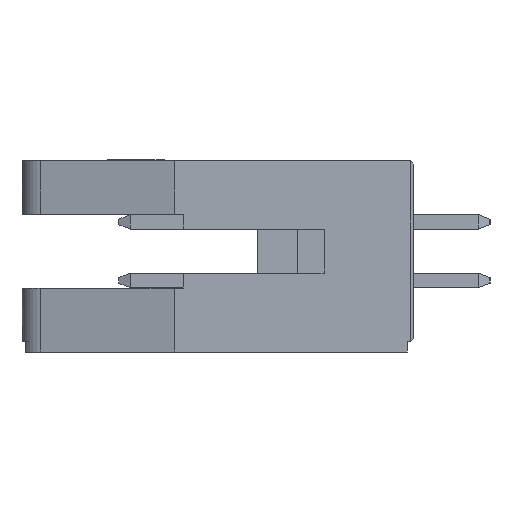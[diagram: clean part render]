
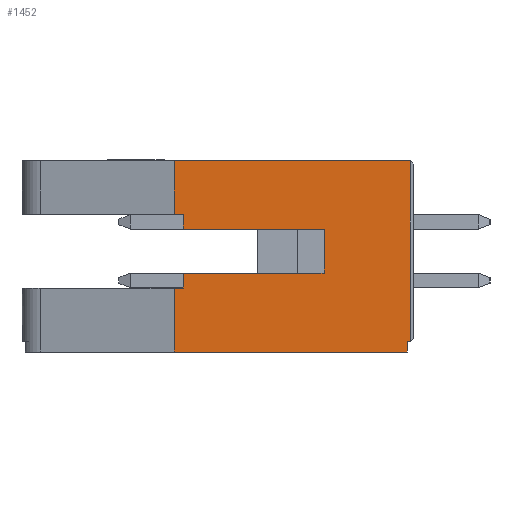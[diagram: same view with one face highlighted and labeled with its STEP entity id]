
A CAD part, left-side view. The second image highlights one B-rep face of the part: STEP entity #1452.
In plain terms, the highlighted planar face has unit normal (-1, 0, 0).
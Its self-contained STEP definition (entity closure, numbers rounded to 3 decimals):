
#72=CARTESIAN_POINT('',(-27.022,-9.841,-4.081));
#73=VERTEX_POINT('',#72);
#80=CARTESIAN_POINT('',(-27.022,-9.691,-4.081));
#81=VERTEX_POINT('',#80);
#82=CARTESIAN_POINT('',(-27.022,-9.841,-4.081));
#83=DIRECTION('',(0.,1.,0.));
#84=VECTOR('',#83,0.15);
#85=LINE('',#82,#84);
#86=EDGE_CURVE('',#73,#81,#85,.T.);
#798=CARTESIAN_POINT('',(-27.022,0.009,1.444));
#799=VERTEX_POINT('',#798);
#806=CARTESIAN_POINT('',(-27.022,0.409,1.444));
#807=VERTEX_POINT('',#806);
#808=CARTESIAN_POINT('',(-27.022,0.009,1.444));
#809=DIRECTION('',(0.,1.,0.));
#810=VECTOR('',#809,0.4);
#811=LINE('',#808,#810);
#812=EDGE_CURVE('',#799,#807,#811,.T.);
#1150=CARTESIAN_POINT('',(-27.022,0.409,-1.756));
#1151=VERTEX_POINT('',#1150);
#1158=CARTESIAN_POINT('',(-27.022,0.009,-1.756));
#1159=VERTEX_POINT('',#1158);
#1160=CARTESIAN_POINT('',(-27.022,0.409,-1.756));
#1161=DIRECTION('',(0.,-1.,0.));
#1162=VECTOR('',#1161,0.4);
#1163=LINE('',#1160,#1162);
#1164=EDGE_CURVE('',#1151,#1159,#1163,.T.);
#1287=CARTESIAN_POINT('',(-27.022,0.009,0.794));
#1288=VERTEX_POINT('',#1287);
#1313=CARTESIAN_POINT('',(-27.022,-6.091,0.794));
#1314=VERTEX_POINT('',#1313);
#1321=CARTESIAN_POINT('',(-27.022,-6.091,0.794));
#1322=DIRECTION('',(0.,1.,0.));
#1323=VECTOR('',#1322,6.1);
#1324=LINE('',#1321,#1323);
#1325=EDGE_CURVE('',#1314,#1288,#1324,.T.);
#1335=CARTESIAN_POINT('',(-27.022,-6.091,-1.106));
#1336=VERTEX_POINT('',#1335);
#1361=CARTESIAN_POINT('',(-27.022,0.009,-1.106));
#1362=VERTEX_POINT('',#1361);
#1369=CARTESIAN_POINT('',(-27.022,0.009,-1.106));
#1370=DIRECTION('',(0.,-1.,0.));
#1371=VECTOR('',#1370,6.1);
#1372=LINE('',#1369,#1371);
#1373=EDGE_CURVE('',#1362,#1336,#1372,.T.);
#1378=CARTESIAN_POINT('',(-27.022,0.409,-4.081));
#1379=DIRECTION('',(0.,-1.,0.));
#1380=DIRECTION('',(-1.,0.,0.));
#1381=AXIS2_PLACEMENT_3D('',#1378,#1380,#1379);
#1382=PLANE('',#1381);
#1383=CARTESIAN_POINT('',(-27.022,-6.091,0.794));
#1384=DIRECTION('',(0.,0.,-1.));
#1385=VECTOR('',#1384,1.9);
#1386=LINE('',#1383,#1385);
#1387=EDGE_CURVE('',#1314,#1336,#1386,.T.);
#1388=ORIENTED_EDGE('',*,*,#1387,.T.);
#1389=ORIENTED_EDGE('',*,*,#1373,.F.);
#1390=CARTESIAN_POINT('',(-27.022,0.009,-1.106));
#1391=DIRECTION('',(0.,0.,-1.));
#1392=VECTOR('',#1391,0.65);
#1393=LINE('',#1390,#1392);
#1394=EDGE_CURVE('',#1362,#1159,#1393,.T.);
#1395=ORIENTED_EDGE('',*,*,#1394,.T.);
#1396=ORIENTED_EDGE('',*,*,#1164,.F.);
#1397=CARTESIAN_POINT('',(-27.022,0.409,-4.531));
#1398=VERTEX_POINT('',#1397);
#1399=CARTESIAN_POINT('',(-27.022,0.409,-1.756));
#1400=DIRECTION('',(0.,0.,-1.));
#1401=VECTOR('',#1400,2.775);
#1402=LINE('',#1399,#1401);
#1403=EDGE_CURVE('',#1151,#1398,#1402,.T.);
#1404=ORIENTED_EDGE('',*,*,#1403,.T.);
#1405=CARTESIAN_POINT('',(-27.022,-9.691,-4.531));
#1406=VERTEX_POINT('',#1405);
#1407=CARTESIAN_POINT('',(-27.022,0.409,-4.531));
#1408=DIRECTION('',(0.,-1.,0.));
#1409=VECTOR('',#1408,10.1);
#1410=LINE('',#1407,#1409);
#1411=EDGE_CURVE('',#1398,#1406,#1410,.T.);
#1412=ORIENTED_EDGE('',*,*,#1411,.T.);
#1413=CARTESIAN_POINT('',(-27.022,-9.691,-4.531));
#1414=DIRECTION('',(0.,0.,1.));
#1415=VECTOR('',#1414,0.45);
#1416=LINE('',#1413,#1415);
#1417=EDGE_CURVE('',#1406,#81,#1416,.T.);
#1418=ORIENTED_EDGE('',*,*,#1417,.T.);
#1419=ORIENTED_EDGE('',*,*,#86,.F.);
#1420=CARTESIAN_POINT('',(-27.022,-9.841,3.769));
#1421=VERTEX_POINT('',#1420);
#1422=CARTESIAN_POINT('',(-27.022,-9.841,-4.081));
#1423=DIRECTION('',(0.,0.,1.));
#1424=VECTOR('',#1423,7.85);
#1425=LINE('',#1422,#1424);
#1426=EDGE_CURVE('',#73,#1421,#1425,.T.);
#1427=ORIENTED_EDGE('',*,*,#1426,.T.);
#1428=CARTESIAN_POINT('',(-27.022,0.409,3.769));
#1429=VERTEX_POINT('',#1428);
#1430=CARTESIAN_POINT('',(-27.022,-9.841,3.769));
#1431=DIRECTION('',(0.,1.,0.));
#1432=VECTOR('',#1431,10.25);
#1433=LINE('',#1430,#1432);
#1434=EDGE_CURVE('',#1421,#1429,#1433,.T.);
#1435=ORIENTED_EDGE('',*,*,#1434,.T.);
#1436=CARTESIAN_POINT('',(-27.022,0.409,3.769));
#1437=DIRECTION('',(0.,0.,-1.));
#1438=VECTOR('',#1437,2.325);
#1439=LINE('',#1436,#1438);
#1440=EDGE_CURVE('',#1429,#807,#1439,.T.);
#1441=ORIENTED_EDGE('',*,*,#1440,.T.);
#1442=ORIENTED_EDGE('',*,*,#812,.F.);
#1443=CARTESIAN_POINT('',(-27.022,0.009,1.444));
#1444=DIRECTION('',(0.,0.,-1.));
#1445=VECTOR('',#1444,0.65);
#1446=LINE('',#1443,#1445);
#1447=EDGE_CURVE('',#799,#1288,#1446,.T.);
#1448=ORIENTED_EDGE('',*,*,#1447,.T.);
#1449=ORIENTED_EDGE('',*,*,#1325,.F.);
#1450=EDGE_LOOP('',(#1388,#1389,#1395,#1396,#1404,#1412,#1418,#1419,#1427,#1435,#1441,#1442,#1448,#1449));
#1451=FACE_OUTER_BOUND('',#1450,.T.);
#1452=ADVANCED_FACE('',(#1451),#1382,.T.);
